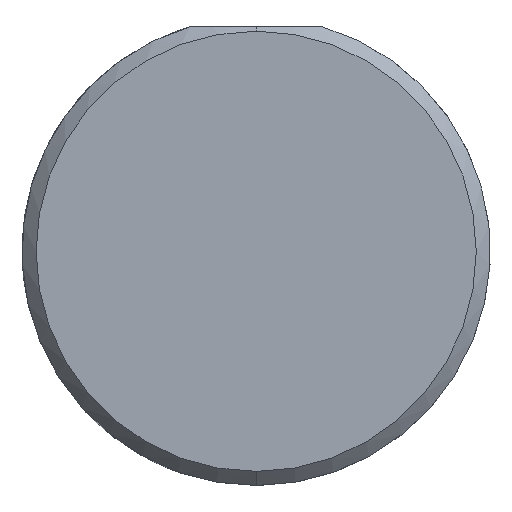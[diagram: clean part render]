
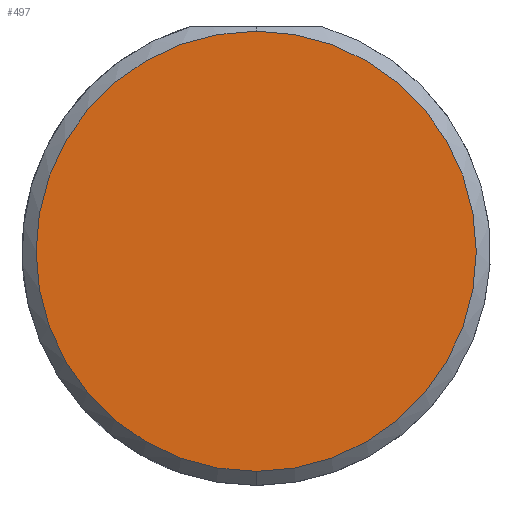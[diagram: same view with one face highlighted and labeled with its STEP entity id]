
A CAD part, left-side view. The second image highlights one B-rep face of the part: STEP entity #497.
In plain terms, the highlighted planar face has unit normal (-1, 0, 0).
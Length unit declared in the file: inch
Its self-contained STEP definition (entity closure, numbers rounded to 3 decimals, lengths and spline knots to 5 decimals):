
#33 = EDGE_CURVE ( 'NONE', #72, #120, #344, .T. ) ;
#72 = VERTEX_POINT ( 'NONE', #693 ) ;
#75 = ORIENTED_EDGE ( 'NONE', *, *, #33, .T. ) ;
#120 = VERTEX_POINT ( 'NONE', #215 ) ;
#135 = AXIS2_PLACEMENT_3D ( 'NONE', #141, #208, #148 ) ;
#140 = FACE_OUTER_BOUND ( 'NONE', #329, .T. ) ;
#141 = CARTESIAN_POINT ( 'NONE',  ( 0., 0., 0. ) ) ;
#148 = DIRECTION ( 'NONE',  ( 0., 0., 1. ) ) ;
#205 = EDGE_CURVE ( 'NONE', #120, #72, #487, .T. ) ;
#208 = DIRECTION ( 'NONE',  ( -1., 0., 0. ) ) ;
#211 = DIRECTION ( 'NONE',  ( 0., 0., 1. ) ) ;
#215 = CARTESIAN_POINT ( 'NONE',  ( 0., 0., -0.23485 ) ) ;
#269 = CARTESIAN_POINT ( 'NONE',  ( 0., 0., 0. ) ) ;
#288 = CARTESIAN_POINT ( 'NONE',  ( 0., 0., 0. ) ) ;
#329 = EDGE_LOOP ( 'NONE', ( #354, #75 ) ) ;
#344 = CIRCLE ( 'NONE', #135, 0.23485 ) ;
#354 = ORIENTED_EDGE ( 'NONE', *, *, #205, .T. ) ;
#372 = PLANE ( 'NONE',  #740 ) ;
#413 = AXIS2_PLACEMENT_3D ( 'NONE', #288, #739, #211 ) ;
#446 = DIRECTION ( 'NONE',  ( 0., 0., -1. ) ) ;
#487 = CIRCLE ( 'NONE', #413, 0.23485 ) ;
#497 = ADVANCED_FACE ( 'NONE', ( #140 ), #372, .F. ) ;
#693 = CARTESIAN_POINT ( 'NONE',  ( 0., 0., 0.23485 ) ) ;
#739 = DIRECTION ( 'NONE',  ( -1., 0., 0. ) ) ;
#740 = AXIS2_PLACEMENT_3D ( 'NONE', #269, #750, #446 ) ;
#750 = DIRECTION ( 'NONE',  ( 1., 0., 0. ) ) ;
